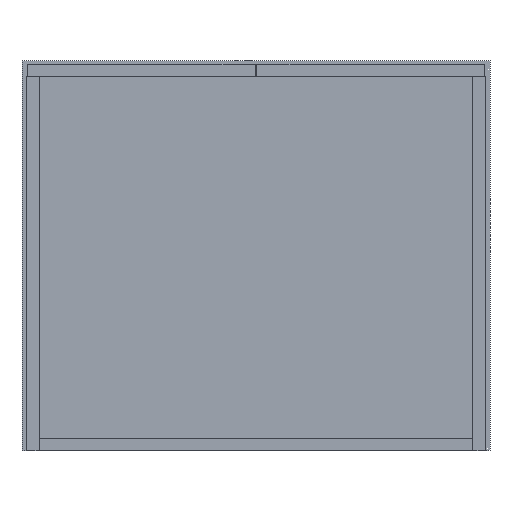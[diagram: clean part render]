
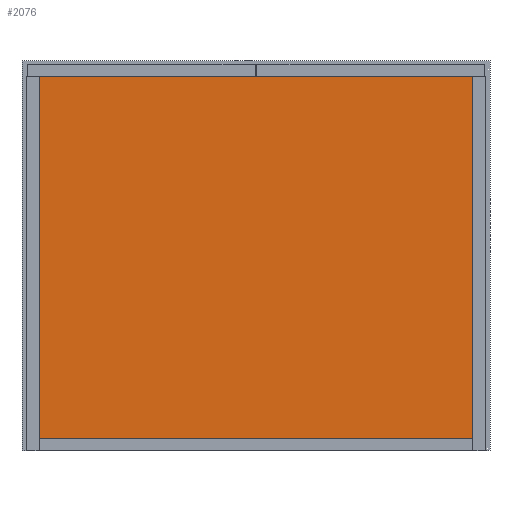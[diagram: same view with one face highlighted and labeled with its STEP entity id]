
A CAD part, front view. The second image highlights one B-rep face of the part: STEP entity #2076.
In plain terms, the highlighted planar face has unit normal (0, -1, 0).
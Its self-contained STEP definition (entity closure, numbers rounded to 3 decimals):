
#256 = EDGE_CURVE ( 'NONE', #4776, #2829, #3766, .T. ) ;
#268 = CARTESIAN_POINT ( 'NONE',  ( -278., -275., 1036.23 ) ) ;
#278 = CARTESIAN_POINT ( 'NONE',  ( 278., -275., 16. ) ) ;
#289 = EDGE_LOOP ( 'NONE', ( #1281, #2370, #3133, #2527 ) ) ;
#406 = FACE_OUTER_BOUND ( 'NONE', #289, .T. ) ;
#480 = CARTESIAN_POINT ( 'NONE',  ( -278., -275., 16. ) ) ;
#544 = CARTESIAN_POINT ( 'NONE',  ( -278., -275., 480. ) ) ;
#1120 = DIRECTION ( 'NONE',  ( 0., 1., 0. ) ) ;
#1151 = PLANE ( 'NONE',  #4941 ) ;
#1207 = CARTESIAN_POINT ( 'NONE',  ( -278., -275., 16. ) ) ;
#1233 = CARTESIAN_POINT ( 'NONE',  ( -278., -275., 1036.23 ) ) ;
#1275 = CARTESIAN_POINT ( 'NONE',  ( 278., -275., 1036.23 ) ) ;
#1281 = ORIENTED_EDGE ( 'NONE', *, *, #4012, .F. ) ;
#1510 = DIRECTION ( 'NONE',  ( 0., 0., 1. ) ) ;
#1662 = VECTOR ( 'NONE', #2162, 1000. ) ;
#2045 = DIRECTION ( 'NONE',  ( 1., 0., 0. ) ) ;
#2076 = ADVANCED_FACE ( 'NONE', ( #406 ), #1151, .F. ) ;
#2162 = DIRECTION ( 'NONE',  ( 0., 0., -1. ) ) ;
#2370 = ORIENTED_EDGE ( 'NONE', *, *, #2552, .T. ) ;
#2527 = ORIENTED_EDGE ( 'NONE', *, *, #5009, .T. ) ;
#2552 = EDGE_CURVE ( 'NONE', #4249, #4776, #3558, .T. ) ;
#2745 = VECTOR ( 'NONE', #4662, 1000. ) ;
#2800 = LINE ( 'NONE', #1275, #1662 ) ;
#2829 = VERTEX_POINT ( 'NONE', #480 ) ;
#3133 = ORIENTED_EDGE ( 'NONE', *, *, #256, .T. ) ;
#3376 = DIRECTION ( 'NONE',  ( 0., 0., -1. ) ) ;
#3558 = LINE ( 'NONE', #3802, #2745 ) ;
#3559 = VECTOR ( 'NONE', #3376, 1000. ) ;
#3766 = LINE ( 'NONE', #1233, #3559 ) ;
#3802 = CARTESIAN_POINT ( 'NONE',  ( -278., -275., 480. ) ) ;
#4012 = EDGE_CURVE ( 'NONE', #4249, #4544, #2800, .T. ) ;
#4023 = CARTESIAN_POINT ( 'NONE',  ( 278., -275., 480. ) ) ;
#4249 = VERTEX_POINT ( 'NONE', #4023 ) ;
#4544 = VERTEX_POINT ( 'NONE', #278 ) ;
#4662 = DIRECTION ( 'NONE',  ( -1., 0., 0. ) ) ;
#4776 = VERTEX_POINT ( 'NONE', #544 ) ;
#4941 = AXIS2_PLACEMENT_3D ( 'NONE', #268, #1120, #1510 ) ;
#5009 = EDGE_CURVE ( 'NONE', #2829, #4544, #5571, .T. ) ;
#5177 = VECTOR ( 'NONE', #2045, 1000. ) ;
#5571 = LINE ( 'NONE', #1207, #5177 ) ;
